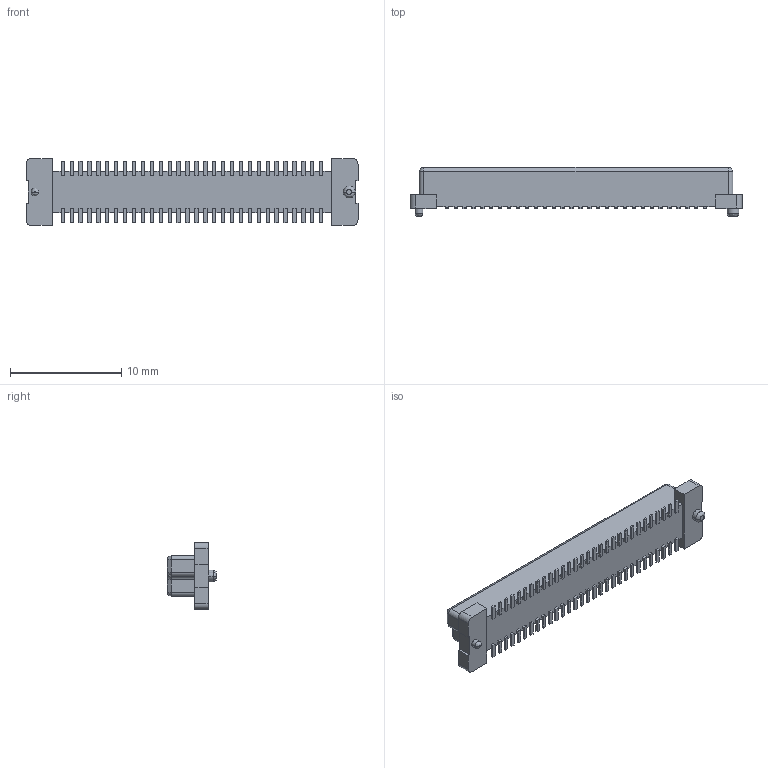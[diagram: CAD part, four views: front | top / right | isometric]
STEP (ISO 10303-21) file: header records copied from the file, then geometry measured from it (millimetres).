
FILE_DESCRIPTION((''),'2;1');
FILE_NAME('61082-061X0XXX','2014-07-11T',('sungm'),('FCI'),'PRO/ENGINEER BY PARAMETRIC TECHNOLOGY CORPORATION, 2013150','PRO/ENGINEER BY PARAMETRIC TECHNOLOGY CORPORATION, 2013150','');
FILE_SCHEMA(('CONFIG_CONTROL_DESIGN'));
Length unit declared in the file: millimetre
Products named in the file (1): 61082-061X0XXX
Bounding box: 29.8 x 4.4 x 6 mm (x, y, z)
Volume: 310.2 mm3; surface area: 667.2 mm2
Topology: 1 solids, 1 shells, 442 faces, 1287 edges, 852 vertices
Faces by surface type: plane 410, cylinder 20, cone 8, bspline 4
Entity records: 14465 total; most frequent: CARTESIAN_POINT 2717, ORIENTED_EDGE 2574, DIRECTION 2207, EDGE_CURVE 1287, VECTOR 1235, LINE 1235, VERTEX_POINT 852, AXIS2_PLACEMENT_3D 486
